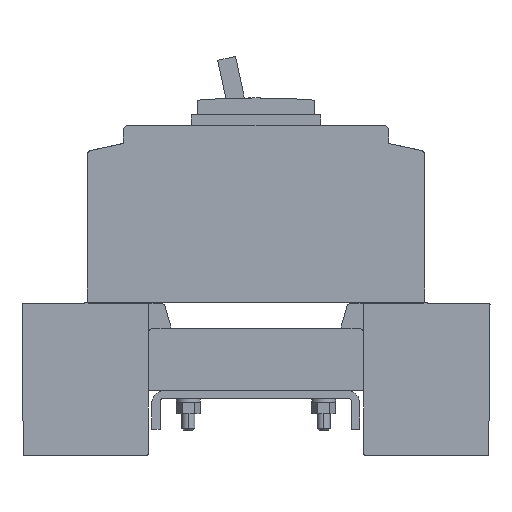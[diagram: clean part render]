
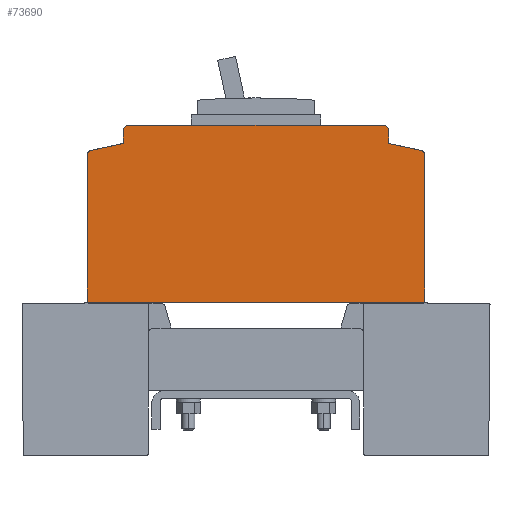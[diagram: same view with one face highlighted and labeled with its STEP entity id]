
A CAD part, left-side view. The second image highlights one B-rep face of the part: STEP entity #73690.
In plain terms, the highlighted planar face has unit normal (-1, 0, 0).
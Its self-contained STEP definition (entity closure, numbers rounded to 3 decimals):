
#58630=CARTESIAN_POINT('',(38.906,300.252,
-94.995));
#58640=VERTEX_POINT('',#58630);
#58790=CARTESIAN_POINT('',(38.906,430.252,
-94.995));
#58800=VERTEX_POINT('',#58790);
#58830=CARTESIAN_POINT('',(38.906,0.,-94.995));
#58840=DIRECTION('',(0.,-1.,0.));
#58850=VECTOR('',#58840,1.);
#58860=LINE('',#58830,#58850);
#58870=EDGE_CURVE('',#58800,#58640,#58860,.T.);
#61540=CARTESIAN_POINT('',(38.906,300.252,
-38.612));
#61550=VERTEX_POINT('',#61540);
#61580=CARTESIAN_POINT('',(38.906,302.252,
-38.612));
#61590=DIRECTION('',(-1.,0.,0.));
#61600=DIRECTION('',(0.,0.,-1.));
#61610=AXIS2_PLACEMENT_3D('',#61580,#61590,#61600);
#61620=CIRCLE('',#61610,2.);
#61630=CARTESIAN_POINT('',(38.906,301.833,
-36.656));
#61640=VERTEX_POINT('',#61630);
#61650=EDGE_CURVE('',#61550,#61640,#61620,.T.);
#62190=CARTESIAN_POINT('',(38.906,300.252,
0.));
#62200=DIRECTION('',(0.,0.,1.));
#62210=VECTOR('',#62200,1.);
#62220=LINE('',#62190,#62210);
#62230=EDGE_CURVE('',#58640,#61550,#62220,.T.);
#64390=CARTESIAN_POINT('',(38.906,730.504,
55.202));
#64400=DIRECTION('',(0.,-0.978,-0.21));
#64410=VECTOR('',#64400,1.);
#64420=LINE('',#64390,#64410);
#64430=CARTESIAN_POINT('',(38.906,314.252,
-33.995));
#64440=VERTEX_POINT('',#64430);
#64450=EDGE_CURVE('',#64440,#61640,#64420,.T.);
#67100=CARTESIAN_POINT('',(38.906,314.252,
-28.995));
#67110=VERTEX_POINT('',#67100);
#67230=CARTESIAN_POINT('',(38.906,314.252,
0.));
#67240=DIRECTION('',(0.,0.,-1.));
#67250=VECTOR('',#67240,1.);
#67260=LINE('',#67230,#67250);
#67270=EDGE_CURVE('',#67110,#64440,#67260,.T.);
#67600=CARTESIAN_POINT('',(38.906,316.252,
-28.995));
#67610=DIRECTION('',(-1.,0.,0.));
#67620=DIRECTION('',(0.,1.,0.));
#67630=AXIS2_PLACEMENT_3D('',#67600,#67610,#67620);
#67640=CIRCLE('',#67630,2.);
#67650=CARTESIAN_POINT('',(38.906,316.252,
-26.995));
#67660=VERTEX_POINT('',#67650);
#67670=EDGE_CURVE('',#67110,#67660,#67640,.T.);
#73080=CARTESIAN_POINT('',(38.906,430.252,0.));
#73090=DIRECTION('',(1.,-0.,0.));
#73100=DIRECTION('',(0.,0.,-1.));
#73110=AXIS2_PLACEMENT_3D('',#73080,#73090,#73100);
#73120=PLANE('',#73110);
#73130=ORIENTED_EDGE('',*,*,#67670,.T.);
#73140=ORIENTED_EDGE('',*,*,#67270,.F.);
#73150=ORIENTED_EDGE('',*,*,#64450,.F.);
#73160=ORIENTED_EDGE('',*,*,#61650,.T.);
#73170=ORIENTED_EDGE('',*,*,#62230,.T.);
#73180=ORIENTED_EDGE('',*,*,#58870,.T.);
#73190=CARTESIAN_POINT('',(38.906,430.252,0.));
#73200=DIRECTION('',(0.,0.,1.));
#73210=VECTOR('',#73200,1.);
#73220=LINE('',#73190,#73210);
#73230=CARTESIAN_POINT('',(38.906,430.252,
-38.612));
#73240=VERTEX_POINT('',#73230);
#73250=EDGE_CURVE('',#58800,#73240,#73220,.T.);
#73260=ORIENTED_EDGE('',*,*,#73250,.F.);
#73270=CARTESIAN_POINT('',(38.906,428.252,
-38.612));
#73280=DIRECTION('',(1.,0.,0.));
#73290=DIRECTION('',(0.,0.,-1.));
#73300=AXIS2_PLACEMENT_3D('',#73270,#73280,#73290);
#73310=CIRCLE('',#73300,2.);
#73320=CARTESIAN_POINT('',(38.906,428.671,
-36.656));
#73330=VERTEX_POINT('',#73320);
#73340=EDGE_CURVE('',#73240,#73330,#73310,.T.);
#73350=ORIENTED_EDGE('',*,*,#73340,.F.);
#73360=CARTESIAN_POINT('',(38.906,0.,55.202));
#73370=DIRECTION('',(0.,0.978,-0.21));
#73380=VECTOR('',#73370,1.);
#73390=LINE('',#73360,#73380);
#73400=CARTESIAN_POINT('',(38.906,416.252,
-33.995));
#73410=VERTEX_POINT('',#73400);
#73420=EDGE_CURVE('',#73410,#73330,#73390,.T.);
#73430=ORIENTED_EDGE('',*,*,#73420,.T.);
#73440=CARTESIAN_POINT('',(38.906,416.252,0.));
#73450=DIRECTION('',(0.,0.,-1.));
#73460=VECTOR('',#73450,1.);
#73470=LINE('',#73440,#73460);
#73480=CARTESIAN_POINT('',(38.906,416.252,
-28.995));
#73490=VERTEX_POINT('',#73480);
#73500=EDGE_CURVE('',#73490,#73410,#73470,.T.);
#73510=ORIENTED_EDGE('',*,*,#73500,.T.);
#73520=CARTESIAN_POINT('',(38.906,414.252,
-28.995));
#73530=DIRECTION('',(1.,0.,0.));
#73540=DIRECTION('',(0.,-1.,0.));
#73550=AXIS2_PLACEMENT_3D('',#73520,#73530,#73540);
#73560=CIRCLE('',#73550,2.);
#73570=CARTESIAN_POINT('',(38.906,414.252,
-26.995));
#73580=VERTEX_POINT('',#73570);
#73590=EDGE_CURVE('',#73490,#73580,#73560,.T.);
#73600=ORIENTED_EDGE('',*,*,#73590,.F.);
#73610=CARTESIAN_POINT('',(38.906,730.504,
-26.995));
#73620=DIRECTION('',(0.,-1.,0.));
#73630=VECTOR('',#73620,1.);
#73640=LINE('',#73610,#73630);
#73650=EDGE_CURVE('',#73580,#67660,#73640,.T.);
#73660=ORIENTED_EDGE('',*,*,#73650,.F.);
#73670=EDGE_LOOP('',(#73660,#73600,#73510,#73430,#73350,#73260,#73180,
#73170,#73160,#73150,#73140,#73130));
#73680=FACE_OUTER_BOUND('',#73670,.T.);
#73690=ADVANCED_FACE('',(#73680),#73120,.F.);
